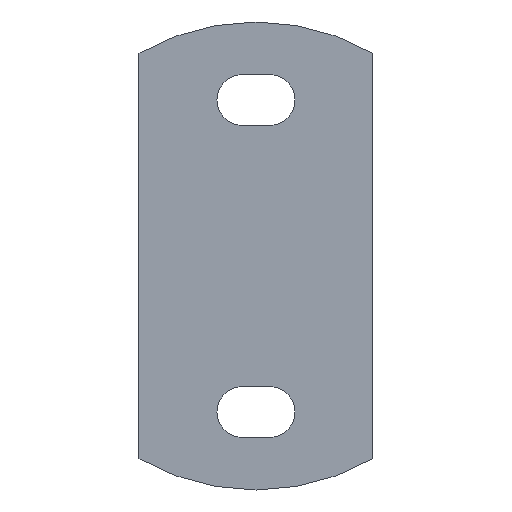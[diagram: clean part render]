
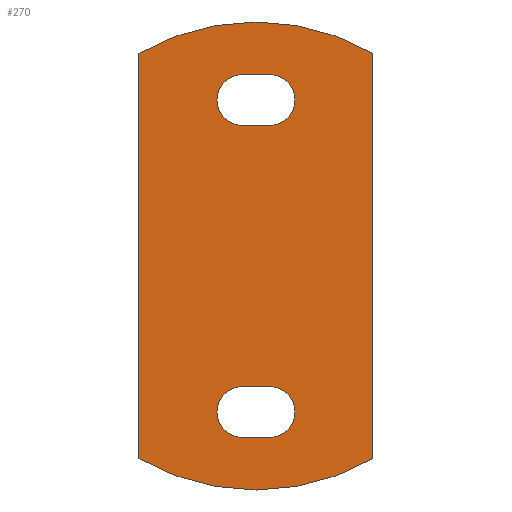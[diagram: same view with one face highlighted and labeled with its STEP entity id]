
A CAD part, front view. The second image highlights one B-rep face of the part: STEP entity #270.
In plain terms, the highlighted planar face has unit normal (0, -1, 0).
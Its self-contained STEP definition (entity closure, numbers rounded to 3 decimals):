
#17=FACE_BOUND('',#57,.T.);
#18=FACE_BOUND('',#58,.T.);
#26=PLANE('',#319);
#40=FACE_OUTER_BOUND('',#56,.T.);
#56=EDGE_LOOP('',(#239,#240,#241,#242));
#57=EDGE_LOOP('',(#243,#244,#245,#246));
#58=EDGE_LOOP('',(#247,#248,#249,#250));
#61=LINE('',#410,#85);
#65=LINE('',#421,#89);
#69=LINE('',#434,#93);
#73=LINE('',#445,#97);
#75=LINE('',#450,#99);
#80=LINE('',#464,#104);
#85=VECTOR('',#332,10.);
#89=VECTOR('',#344,10.);
#93=VECTOR('',#356,10.);
#97=VECTOR('',#368,10.);
#99=VECTOR('',#372,10.);
#104=VECTOR('',#385,10.);
#107=CIRCLE('',#295,6.5);
#109=CIRCLE('',#299,6.5);
#111=CIRCLE('',#303,6.5);
#113=CIRCLE('',#307,6.5);
#115=CIRCLE('',#312,60.);
#117=CIRCLE('',#316,60.);
#119=VERTEX_POINT('',#400);
#120=VERTEX_POINT('',#401);
#123=VERTEX_POINT('',#409);
#125=VERTEX_POINT('',#415);
#127=VERTEX_POINT('',#424);
#128=VERTEX_POINT('',#425);
#131=VERTEX_POINT('',#433);
#133=VERTEX_POINT('',#439);
#135=VERTEX_POINT('',#448);
#136=VERTEX_POINT('',#449);
#139=VERTEX_POINT('',#457);
#141=VERTEX_POINT('',#463);
#143=EDGE_CURVE('',#119,#120,#107,.T.);
#147=EDGE_CURVE('',#123,#119,#61,.T.);
#150=EDGE_CURVE('',#125,#123,#109,.T.);
#153=EDGE_CURVE('',#120,#125,#65,.T.);
#155=EDGE_CURVE('',#127,#128,#111,.T.);
#159=EDGE_CURVE('',#131,#127,#69,.T.);
#162=EDGE_CURVE('',#133,#131,#113,.T.);
#165=EDGE_CURVE('',#128,#133,#73,.T.);
#167=EDGE_CURVE('',#135,#136,#75,.T.);
#171=EDGE_CURVE('',#139,#135,#115,.T.);
#174=EDGE_CURVE('',#141,#139,#80,.T.);
#177=EDGE_CURVE('',#136,#141,#117,.T.);
#239=ORIENTED_EDGE('',*,*,#177,.F.);
#240=ORIENTED_EDGE('',*,*,#167,.F.);
#241=ORIENTED_EDGE('',*,*,#171,.F.);
#242=ORIENTED_EDGE('',*,*,#174,.F.);
#243=ORIENTED_EDGE('',*,*,#165,.F.);
#244=ORIENTED_EDGE('',*,*,#155,.F.);
#245=ORIENTED_EDGE('',*,*,#159,.F.);
#246=ORIENTED_EDGE('',*,*,#162,.F.);
#247=ORIENTED_EDGE('',*,*,#153,.F.);
#248=ORIENTED_EDGE('',*,*,#143,.F.);
#249=ORIENTED_EDGE('',*,*,#147,.F.);
#250=ORIENTED_EDGE('',*,*,#150,.F.);
#270=ADVANCED_FACE('',(#40,#17,#18),#26,.F.);
#295=AXIS2_PLACEMENT_3D('',#402,#324,#325);
#299=AXIS2_PLACEMENT_3D('',#416,#337,#338);
#303=AXIS2_PLACEMENT_3D('',#426,#348,#349);
#307=AXIS2_PLACEMENT_3D('',#440,#361,#362);
#312=AXIS2_PLACEMENT_3D('',#458,#378,#379);
#316=AXIS2_PLACEMENT_3D('',#469,#390,#391);
#319=AXIS2_PLACEMENT_3D('',#472,#396,#397);
#324=DIRECTION('center_axis',(0.,-1.,0.));
#325=DIRECTION('ref_axis',(0.,0.,1.));
#332=DIRECTION('',(-1.,0.,0.));
#337=DIRECTION('center_axis',(0.,-1.,0.));
#338=DIRECTION('ref_axis',(0.,0.,-1.));
#344=DIRECTION('',(1.,0.,0.));
#348=DIRECTION('center_axis',(0.,-1.,0.));
#349=DIRECTION('ref_axis',(0.,0.,1.));
#356=DIRECTION('',(-1.,0.,0.));
#361=DIRECTION('center_axis',(0.,-1.,0.));
#362=DIRECTION('ref_axis',(0.,0.,-1.));
#368=DIRECTION('',(1.,0.,0.));
#372=DIRECTION('',(0.,0.,1.));
#378=DIRECTION('center_axis',(0.,1.,0.));
#379=DIRECTION('ref_axis',(0.5,0.,-0.866));
#385=DIRECTION('',(0.,0.,-1.));
#390=DIRECTION('center_axis',(0.,1.,0.));
#391=DIRECTION('ref_axis',(-0.5,0.,0.866));
#396=DIRECTION('center_axis',(0.,1.,0.));
#397=DIRECTION('ref_axis',(0.,0.,1.));
#400=CARTESIAN_POINT('',(-33.5,0.,-5.462));
#401=CARTESIAN_POINT('',(-33.5,0.,-18.462));
#402=CARTESIAN_POINT('Origin',(-33.5,0.,-11.962));
#409=CARTESIAN_POINT('',(-26.5,0.,-5.462));
#410=CARTESIAN_POINT('',(-26.5,0.,-5.462));
#415=CARTESIAN_POINT('',(-26.5,0.,-18.462));
#416=CARTESIAN_POINT('Origin',(-26.5,0.,-11.962));
#421=CARTESIAN_POINT('',(-33.5,0.,-18.462));
#424=CARTESIAN_POINT('',(-33.5,0.,-85.462));
#425=CARTESIAN_POINT('',(-33.5,0.,-98.462));
#426=CARTESIAN_POINT('Origin',(-33.5,0.,-91.962));
#433=CARTESIAN_POINT('',(-26.5,0.,-85.462));
#434=CARTESIAN_POINT('',(-26.5,0.,-85.462));
#439=CARTESIAN_POINT('',(-26.5,0.,-98.462));
#440=CARTESIAN_POINT('Origin',(-26.5,0.,-91.962));
#445=CARTESIAN_POINT('',(-33.5,0.,-98.462));
#448=CARTESIAN_POINT('',(-60.,0.,-103.923));
#449=CARTESIAN_POINT('',(-60.,0.,0.));
#450=CARTESIAN_POINT('',(-60.,0.,-103.923));
#457=CARTESIAN_POINT('',(0.,0.,-103.923));
#458=CARTESIAN_POINT('Origin',(-30.,0.,-51.962));
#463=CARTESIAN_POINT('',(0.,0.,0.));
#464=CARTESIAN_POINT('',(0.,0.,0.));
#469=CARTESIAN_POINT('Origin',(-30.,0.,-51.962));
#472=CARTESIAN_POINT('Origin',(-30.,0.,-51.962));
